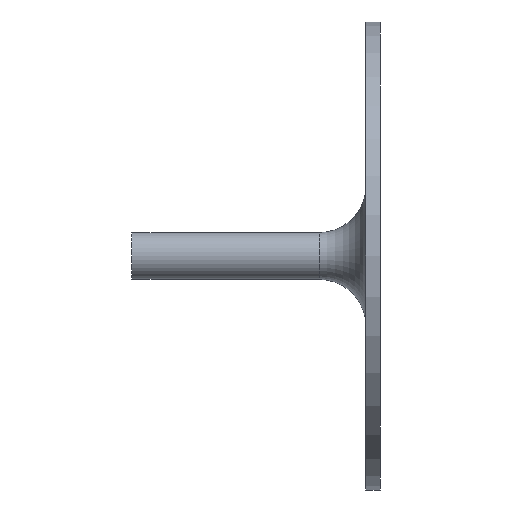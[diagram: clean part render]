
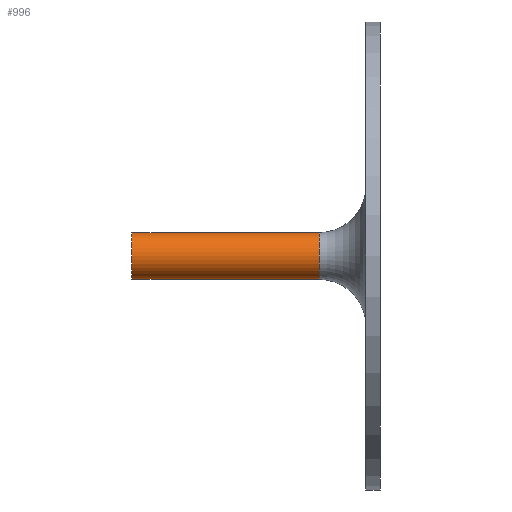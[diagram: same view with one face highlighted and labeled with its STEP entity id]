
A CAD part, left-side view. The second image highlights one B-rep face of the part: STEP entity #996.
In plain terms, the highlighted cylindrical face has radius 5 mm (diameter 10 mm), a partial arc.
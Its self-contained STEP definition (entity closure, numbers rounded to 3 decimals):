
#73 = CARTESIAN_POINT ( 'NONE',  ( 0., 53., -5. ) ) ;
#81 = CARTESIAN_POINT ( 'NONE',  ( 0., 53., 5. ) ) ;
#85 = CARTESIAN_POINT ( 'NONE',  ( 0., 53., 5. ) ) ;
#86 = FACE_OUTER_BOUND ( 'NONE', #254, .T. ) ;
#162 = CIRCLE ( 'NONE', #684, 5. ) ;
#243 = CARTESIAN_POINT ( 'NONE',  ( 0., 13., 0. ) ) ;
#254 = EDGE_LOOP ( 'NONE', ( #591, #699, #434, #865 ) ) ;
#263 = VECTOR ( 'NONE', #678, 1000. ) ;
#409 = VERTEX_POINT ( 'NONE', #1088 ) ;
#434 = ORIENTED_EDGE ( 'NONE', *, *, #519, .T. ) ;
#448 = VERTEX_POINT ( 'NONE', #73 ) ;
#463 = VERTEX_POINT ( 'NONE', #600 ) ;
#465 = EDGE_CURVE ( 'NONE', #463, #409, #162, .T. ) ;
#490 = EDGE_CURVE ( 'NONE', #904, #409, #837, .T. ) ;
#519 = EDGE_CURVE ( 'NONE', #448, #463, #751, .T. ) ;
#540 = DIRECTION ( 'NONE',  ( 0., 1., 0. ) ) ;
#591 = ORIENTED_EDGE ( 'NONE', *, *, #490, .F. ) ;
#593 = DIRECTION ( 'NONE',  ( 0., 1., 0. ) ) ;
#600 = CARTESIAN_POINT ( 'NONE',  ( 0., 13., -5. ) ) ;
#613 = DIRECTION ( 'NONE',  ( 0., -1., 0. ) ) ;
#622 = DIRECTION ( 'NONE',  ( 0., 0., -1. ) ) ;
#678 = DIRECTION ( 'NONE',  ( 0., -1., 0. ) ) ;
#684 = AXIS2_PLACEMENT_3D ( 'NONE', #243, #593, #929 ) ;
#699 = ORIENTED_EDGE ( 'NONE', *, *, #836, .F. ) ;
#738 = VECTOR ( 'NONE', #764, 1000. ) ;
#751 = LINE ( 'NONE', #920, #263 ) ;
#764 = DIRECTION ( 'NONE',  ( 0., -1., 0. ) ) ;
#795 = CARTESIAN_POINT ( 'NONE',  ( 0., 53., 0. ) ) ;
#836 = EDGE_CURVE ( 'NONE', #448, #904, #901, .T. ) ;
#837 = LINE ( 'NONE', #85, #738 ) ;
#865 = ORIENTED_EDGE ( 'NONE', *, *, #465, .T. ) ;
#881 = DIRECTION ( 'NONE',  ( 0., 0., 1. ) ) ;
#901 = CIRCLE ( 'NONE', #919, 5. ) ;
#904 = VERTEX_POINT ( 'NONE', #81 ) ;
#919 = AXIS2_PLACEMENT_3D ( 'NONE', #795, #540, #881 ) ;
#920 = CARTESIAN_POINT ( 'NONE',  ( 0., 53., -5. ) ) ;
#929 = DIRECTION ( 'NONE',  ( 0., 0., 1. ) ) ;
#939 = CYLINDRICAL_SURFACE ( 'NONE', #1067, 5. ) ;
#996 = ADVANCED_FACE ( 'NONE', ( #86 ), #939, .T. ) ;
#1052 = CARTESIAN_POINT ( 'NONE',  ( 0., 53., 0. ) ) ;
#1067 = AXIS2_PLACEMENT_3D ( 'NONE', #1052, #613, #622 ) ;
#1088 = CARTESIAN_POINT ( 'NONE',  ( 0., 13., 5. ) ) ;
